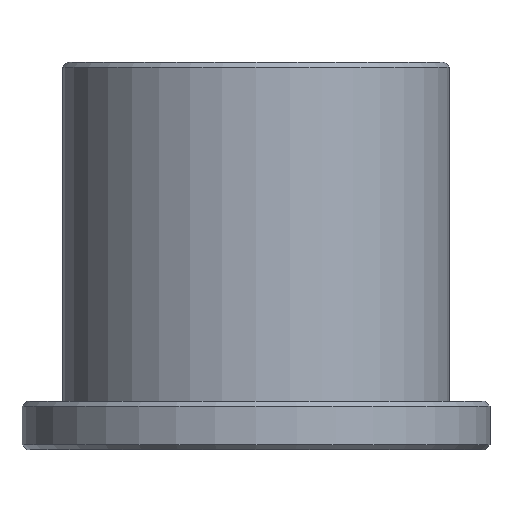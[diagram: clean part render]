
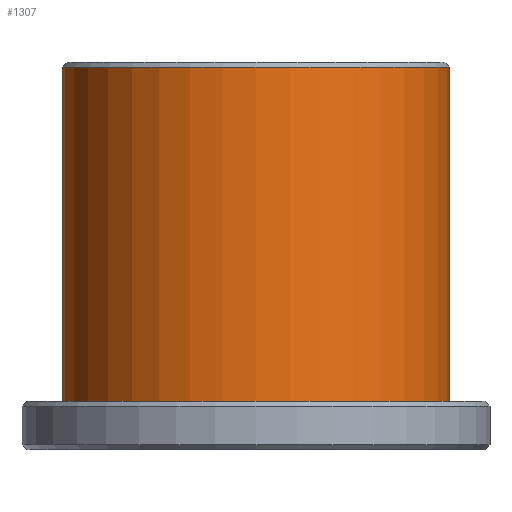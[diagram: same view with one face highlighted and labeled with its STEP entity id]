
A CAD part, front view. The second image highlights one B-rep face of the part: STEP entity #1307.
In plain terms, the highlighted cylindrical face has radius 12 mm (diameter 24 mm), a partial arc.
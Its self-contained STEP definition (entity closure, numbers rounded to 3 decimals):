
#85 = VERTEX_POINT ( 'NONE', #176 ) ;
#113 = CARTESIAN_POINT ( 'NONE',  ( 0., 0., 23.7 ) ) ;
#176 = CARTESIAN_POINT ( 'NONE',  ( -12., 0., 23.7 ) ) ;
#215 = DIRECTION ( 'NONE',  ( 1., 0., 0. ) ) ;
#227 = ORIENTED_EDGE ( 'NONE', *, *, #320, .T. ) ;
#236 = DIRECTION ( 'NONE',  ( -1., 0., 0. ) ) ;
#238 = EDGE_CURVE ( 'NONE', #1292, #930, #661, .T. ) ;
#268 = LINE ( 'NONE', #1360, #1394 ) ;
#292 = DIRECTION ( 'NONE',  ( -1., 0., 0. ) ) ;
#294 = DIRECTION ( 'NONE',  ( 0., 0., -1. ) ) ;
#320 = EDGE_CURVE ( 'NONE', #85, #930, #1176, .T. ) ;
#346 = CARTESIAN_POINT ( 'NONE',  ( -12., 0., 3. ) ) ;
#356 = CARTESIAN_POINT ( 'NONE',  ( 0., 0., 3. ) ) ;
#439 = AXIS2_PLACEMENT_3D ( 'NONE', #1369, #1254, #236 ) ;
#536 = FACE_OUTER_BOUND ( 'NONE', #1407, .T. ) ;
#625 = ORIENTED_EDGE ( 'NONE', *, *, #869, .F. ) ;
#647 = CARTESIAN_POINT ( 'NONE',  ( -12., 0., 24. ) ) ;
#659 = DIRECTION ( 'NONE',  ( 0., 0., -1. ) ) ;
#661 = CIRCLE ( 'NONE', #1077, 12. ) ;
#755 = AXIS2_PLACEMENT_3D ( 'NONE', #113, #878, #215 ) ;
#828 = VECTOR ( 'NONE', #659, 1000. ) ;
#869 = EDGE_CURVE ( 'NONE', #1047, #1292, #268, .T. ) ;
#878 = DIRECTION ( 'NONE',  ( 0., 0., -1. ) ) ;
#930 = VERTEX_POINT ( 'NONE', #346 ) ;
#1028 = CARTESIAN_POINT ( 'NONE',  ( 12., 0., 3. ) ) ;
#1047 = VERTEX_POINT ( 'NONE', #1281 ) ;
#1077 = AXIS2_PLACEMENT_3D ( 'NONE', #356, #294, #292 ) ;
#1102 = CIRCLE ( 'NONE', #755, 12. ) ;
#1174 = EDGE_CURVE ( 'NONE', #1047, #85, #1102, .T. ) ;
#1176 = LINE ( 'NONE', #647, #828 ) ;
#1244 = DIRECTION ( 'NONE',  ( 0., 0., -1. ) ) ;
#1250 = ORIENTED_EDGE ( 'NONE', *, *, #1174, .T. ) ;
#1254 = DIRECTION ( 'NONE',  ( 0., 0., -1. ) ) ;
#1281 = CARTESIAN_POINT ( 'NONE',  ( 12., 0., 23.7 ) ) ;
#1292 = VERTEX_POINT ( 'NONE', #1028 ) ;
#1307 = ADVANCED_FACE ( 'NONE', ( #536 ), #1427, .T. ) ;
#1360 = CARTESIAN_POINT ( 'NONE',  ( 12., 0., 24. ) ) ;
#1369 = CARTESIAN_POINT ( 'NONE',  ( 0., 0., 24. ) ) ;
#1394 = VECTOR ( 'NONE', #1244, 1000. ) ;
#1407 = EDGE_LOOP ( 'NONE', ( #625, #1250, #227, #1414 ) ) ;
#1414 = ORIENTED_EDGE ( 'NONE', *, *, #238, .F. ) ;
#1427 = CYLINDRICAL_SURFACE ( 'NONE', #439, 12. ) ;
